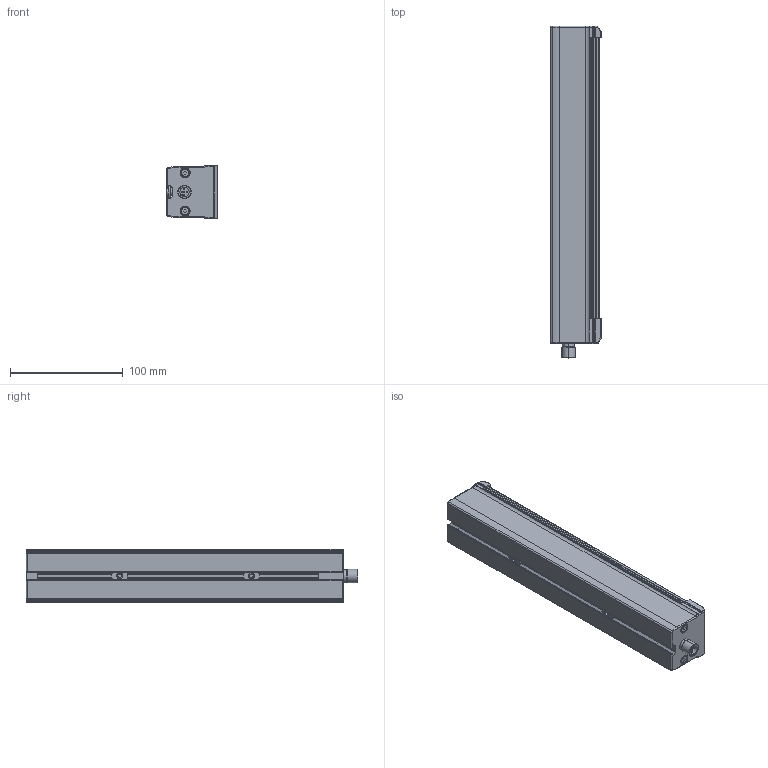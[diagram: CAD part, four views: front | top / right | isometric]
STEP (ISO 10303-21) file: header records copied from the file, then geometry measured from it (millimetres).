
FILE_DESCRIPTION (( 'STEP AP214' ), '1' );
FILE_NAME ('OPT2401 and OPT2405.STEP', '2023-03-07T11:29:28', ( '' ), ( '' ), 'SwSTEP 2.0', 'SolidWorks 2021', '' );
FILE_SCHEMA (( 'AUTOMOTIVE_DESIGN' ));
Length unit declared in the file: inch
Products named in the file (1): OPT2401 and OPT2405
Bounding box: 45 x 295.06 x 47.63 mm (x, y, z)
Volume: 502144.5 mm3; surface area: 65738.5 mm2
Topology: 3 solids, 3 shells, 534 faces, 1395 edges, 899 vertices
Faces by surface type: plane 230, cylinder 164, torus 62, bspline 58, cone 16, sphere 4
Full cylindrical faces by diameter (mm): 3.3 x2, 5.4 x2, 7 x2
Entity records: 17843 total; most frequent: CARTESIAN_POINT 5033, ORIENTED_EDGE 2750, DIRECTION 2537, EDGE_CURVE 1375, AXIS2_PLACEMENT_3D 922, VERTEX_POINT 895, LINE 693, VECTOR 693
